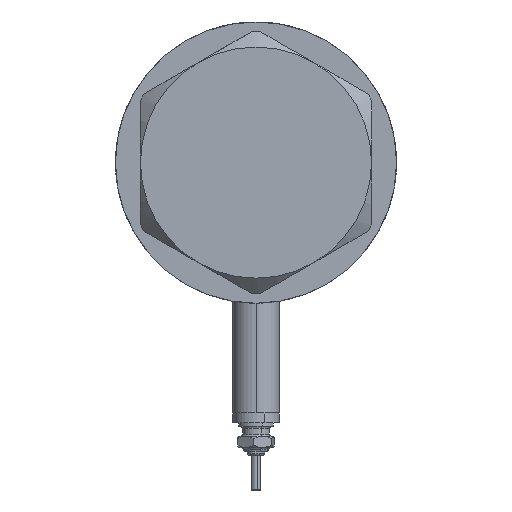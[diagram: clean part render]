
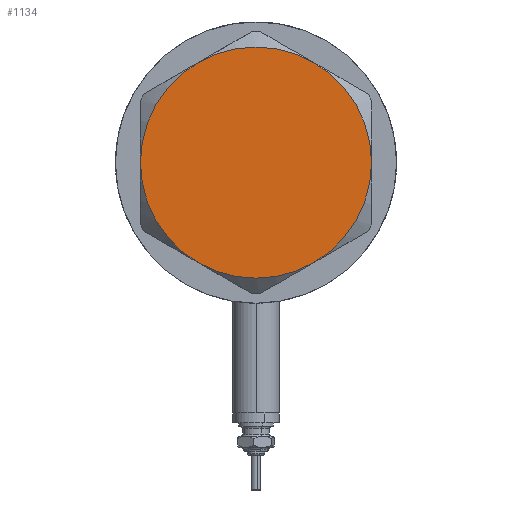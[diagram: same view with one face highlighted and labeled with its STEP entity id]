
A CAD part, left-side view. The second image highlights one B-rep face of the part: STEP entity #1134.
In plain terms, the highlighted face is planar.
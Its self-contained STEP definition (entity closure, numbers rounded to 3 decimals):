
#34 = DIRECTION ( 'NONE',  ( 0., 0., 1. ) ) ;
#83 = DIRECTION ( 'NONE',  ( 0., 0., 1. ) ) ;
#310 = CARTESIAN_POINT ( 'NONE',  ( 15., 25.981, 14.5 ) ) ;
#336 = CIRCLE ( 'NONE', #4862, 30. ) ;
#354 = AXIS2_PLACEMENT_3D ( 'NONE', #3813, #601, #1025 ) ;
#601 = DIRECTION ( 'NONE',  ( 0., 0., 1. ) ) ;
#661 = DIRECTION ( 'NONE',  ( 1., 0., 0. ) ) ;
#669 = AXIS2_PLACEMENT_3D ( 'NONE', #1504, #83, #5525 ) ;
#845 = CARTESIAN_POINT ( 'NONE',  ( -15., 25.981, 14.5 ) ) ;
#946 = CIRCLE ( 'NONE', #669, 30. ) ;
#953 = VERTEX_POINT ( 'NONE', #845 ) ;
#1025 = DIRECTION ( 'NONE',  ( 1., 0., 0. ) ) ;
#1134 = ADVANCED_FACE ( 'NONE', ( #3838 ), #5180, .T. ) ;
#1140 = CARTESIAN_POINT ( 'NONE',  ( 0., 0., 14.5 ) ) ;
#1146 = CARTESIAN_POINT ( 'NONE',  ( 0., 0., 14.5 ) ) ;
#1185 = AXIS2_PLACEMENT_3D ( 'NONE', #1140, #1948, #4719 ) ;
#1234 = ORIENTED_EDGE ( 'NONE', *, *, #1921, .T. ) ;
#1403 = ORIENTED_EDGE ( 'NONE', *, *, #5506, .T. ) ;
#1504 = CARTESIAN_POINT ( 'NONE',  ( 0., 0., 14.5 ) ) ;
#1627 = ORIENTED_EDGE ( 'NONE', *, *, #5580, .T. ) ;
#1921 = EDGE_CURVE ( 'NONE', #2328, #5401, #336, .T. ) ;
#1930 = CARTESIAN_POINT ( 'NONE',  ( 0., 0., 14.5 ) ) ;
#1948 = DIRECTION ( 'NONE',  ( 0., 0., 1. ) ) ;
#1985 = DIRECTION ( 'NONE',  ( 1., 0., 0. ) ) ;
#2140 = EDGE_CURVE ( 'NONE', #5401, #4557, #946, .T. ) ;
#2235 = CARTESIAN_POINT ( 'NONE',  ( -30., 0., 14.5 ) ) ;
#2328 = VERTEX_POINT ( 'NONE', #4661 ) ;
#2356 = DIRECTION ( 'NONE',  ( 0., 0., 1. ) ) ;
#2781 = AXIS2_PLACEMENT_3D ( 'NONE', #5117, #34, #661 ) ;
#3165 = AXIS2_PLACEMENT_3D ( 'NONE', #3659, #2356, #5049 ) ;
#3335 = EDGE_CURVE ( 'NONE', #953, #4591, #5918, .T. ) ;
#3367 = CIRCLE ( 'NONE', #3165, 30. ) ;
#3432 = EDGE_CURVE ( 'NONE', #4591, #2328, #3902, .T. ) ;
#3659 = CARTESIAN_POINT ( 'NONE',  ( 0., 0., 14.5 ) ) ;
#3730 = DIRECTION ( 'NONE',  ( 0., 0., 1. ) ) ;
#3771 = ORIENTED_EDGE ( 'NONE', *, *, #3335, .T. ) ;
#3813 = CARTESIAN_POINT ( 'NONE',  ( 0., 0., 14.5 ) ) ;
#3838 = FACE_OUTER_BOUND ( 'NONE', #3947, .T. ) ;
#3902 = CIRCLE ( 'NONE', #2781, 30. ) ;
#3947 = EDGE_LOOP ( 'NONE', ( #5437, #1627, #1403, #3771, #4584, #1234 ) ) ;
#4175 = CARTESIAN_POINT ( 'NONE',  ( 30., 0., 14.5 ) ) ;
#4349 = VERTEX_POINT ( 'NONE', #310 ) ;
#4557 = VERTEX_POINT ( 'NONE', #4175 ) ;
#4558 = AXIS2_PLACEMENT_3D ( 'NONE', #1146, #5685, #1985 ) ;
#4584 = ORIENTED_EDGE ( 'NONE', *, *, #3432, .T. ) ;
#4591 = VERTEX_POINT ( 'NONE', #2235 ) ;
#4661 = CARTESIAN_POINT ( 'NONE',  ( -15., -25.981, 14.5 ) ) ;
#4719 = DIRECTION ( 'NONE',  ( 1., 0., 0. ) ) ;
#4862 = AXIS2_PLACEMENT_3D ( 'NONE', #1930, #3730, #5120 ) ;
#5049 = DIRECTION ( 'NONE',  ( 1., 0., 0. ) ) ;
#5117 = CARTESIAN_POINT ( 'NONE',  ( 0., 0., 14.5 ) ) ;
#5120 = DIRECTION ( 'NONE',  ( 1., 0., 0. ) ) ;
#5180 = PLANE ( 'NONE',  #4558 ) ;
#5401 = VERTEX_POINT ( 'NONE', #5559 ) ;
#5437 = ORIENTED_EDGE ( 'NONE', *, *, #2140, .T. ) ;
#5506 = EDGE_CURVE ( 'NONE', #4349, #953, #3367, .T. ) ;
#5525 = DIRECTION ( 'NONE',  ( 1., 0., 0. ) ) ;
#5559 = CARTESIAN_POINT ( 'NONE',  ( 15., -25.981, 14.5 ) ) ;
#5580 = EDGE_CURVE ( 'NONE', #4557, #4349, #5666, .T. ) ;
#5666 = CIRCLE ( 'NONE', #1185, 30. ) ;
#5685 = DIRECTION ( 'NONE',  ( 0., 0., 1. ) ) ;
#5918 = CIRCLE ( 'NONE', #354, 30. ) ;
